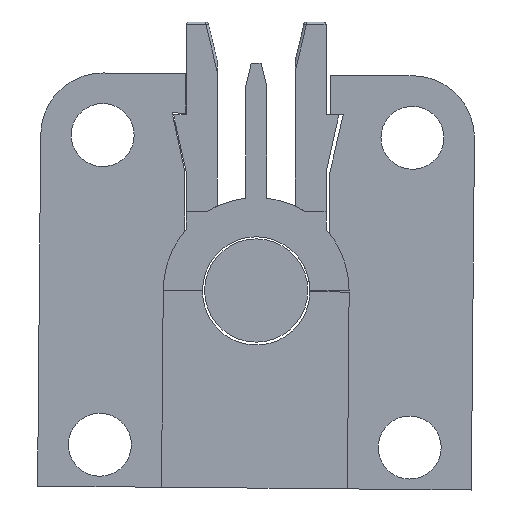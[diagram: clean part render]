
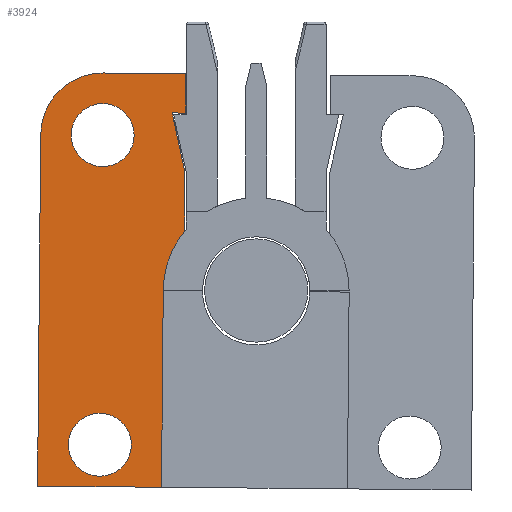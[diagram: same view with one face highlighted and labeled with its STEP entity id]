
A CAD part, front view. The second image highlights one B-rep face of the part: STEP entity #3924.
In plain terms, the highlighted planar face has unit normal (0, -1, 0).
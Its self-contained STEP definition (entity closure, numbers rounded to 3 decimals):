
#23=FACE_BOUND('',#643,.T.);
#24=FACE_BOUND('',#644,.T.);
#223=PLANE('',#4294);
#427=FACE_OUTER_BOUND('',#642,.T.);
#642=EDGE_LOOP('',(#3554,#3555,#3556,#3557,#3558,#3559,#3560,#3561,#3562,
#3563,#3564,#3565,#3566,#3567));
#643=EDGE_LOOP('',(#3568));
#644=EDGE_LOOP('',(#3569));
#755=CIRCLE('',#4270,3.05);
#759=CIRCLE('',#4287,3.05);
#761=CIRCLE('',#4292,6.);
#1132=LINE('',#6377,#1577);
#1144=LINE('',#6407,#1589);
#1146=LINE('',#6411,#1591);
#1148=LINE('',#6416,#1593);
#1151=LINE('',#6422,#1596);
#1154=LINE('',#6428,#1599);
#1157=LINE('',#6434,#1602);
#1160=LINE('',#6440,#1605);
#1163=LINE('',#6446,#1608);
#1168=LINE('',#6456,#1613);
#1169=LINE('',#6458,#1614);
#1172=LINE('',#6467,#1617);
#1174=LINE('',#6472,#1619);
#1577=VECTOR('',#5238,10.);
#1589=VECTOR('',#5266,10.);
#1591=VECTOR('',#5270,10.);
#1593=VECTOR('',#5274,10.);
#1596=VECTOR('',#5279,10.);
#1599=VECTOR('',#5284,10.);
#1602=VECTOR('',#5289,10.);
#1605=VECTOR('',#5294,10.);
#1608=VECTOR('',#5299,10.);
#1613=VECTOR('',#5306,10.);
#1614=VECTOR('',#5309,10.);
#1617=VECTOR('',#5320,10.);
#1619=VECTOR('',#5324,10.);
#1949=VERTEX_POINT('',#6354);
#1958=VERTEX_POINT('',#6374);
#1959=VERTEX_POINT('',#6376);
#1962=VERTEX_POINT('',#6384);
#1968=VERTEX_POINT('',#6403);
#1970=VERTEX_POINT('',#6409);
#1972=VERTEX_POINT('',#6414);
#1974=VERTEX_POINT('',#6420);
#1976=VERTEX_POINT('',#6426);
#1978=VERTEX_POINT('',#6432);
#1980=VERTEX_POINT('',#6438);
#1982=VERTEX_POINT('',#6444);
#1984=VERTEX_POINT('',#6450);
#1986=VERTEX_POINT('',#6454);
#1987=VERTEX_POINT('',#6461);
#1989=VERTEX_POINT('',#6469);
#2478=EDGE_CURVE('',#1958,#1959,#1132,.T.);
#2482=EDGE_CURVE('',#1962,#1962,#755,.T.);
#2494=EDGE_CURVE('',#1968,#1959,#1144,.T.);
#2496=EDGE_CURVE('',#1970,#1958,#1146,.T.);
#2498=EDGE_CURVE('',#1949,#1972,#1148,.T.);
#2501=EDGE_CURVE('',#1972,#1974,#1151,.T.);
#2504=EDGE_CURVE('',#1974,#1976,#1154,.T.);
#2507=EDGE_CURVE('',#1976,#1978,#1157,.T.);
#2510=EDGE_CURVE('',#1978,#1980,#1160,.T.);
#2513=EDGE_CURVE('',#1980,#1982,#1163,.T.);
#2518=EDGE_CURVE('',#1984,#1986,#1168,.T.);
#2519=EDGE_CURVE('',#1986,#1968,#1169,.T.);
#2521=EDGE_CURVE('',#1987,#1987,#759,.T.);
#2524=EDGE_CURVE('',#1970,#1949,#1172,.T.);
#2526=EDGE_CURVE('',#1982,#1989,#1174,.T.);
#2528=EDGE_CURVE('',#1984,#1989,#761,.T.);
#3554=ORIENTED_EDGE('',*,*,#2524,.T.);
#3555=ORIENTED_EDGE('',*,*,#2498,.T.);
#3556=ORIENTED_EDGE('',*,*,#2501,.T.);
#3557=ORIENTED_EDGE('',*,*,#2504,.T.);
#3558=ORIENTED_EDGE('',*,*,#2507,.T.);
#3559=ORIENTED_EDGE('',*,*,#2510,.T.);
#3560=ORIENTED_EDGE('',*,*,#2513,.T.);
#3561=ORIENTED_EDGE('',*,*,#2526,.T.);
#3562=ORIENTED_EDGE('',*,*,#2528,.F.);
#3563=ORIENTED_EDGE('',*,*,#2518,.T.);
#3564=ORIENTED_EDGE('',*,*,#2519,.T.);
#3565=ORIENTED_EDGE('',*,*,#2494,.T.);
#3566=ORIENTED_EDGE('',*,*,#2478,.F.);
#3567=ORIENTED_EDGE('',*,*,#2496,.F.);
#3568=ORIENTED_EDGE('',*,*,#2482,.T.);
#3569=ORIENTED_EDGE('',*,*,#2521,.T.);
#3924=ADVANCED_FACE('',(#427,#23,#24),#223,.T.);
#4270=AXIS2_PLACEMENT_3D('',#6385,#5244,#5245);
#4287=AXIS2_PLACEMENT_3D('',#6462,#5313,#5314);
#4292=AXIS2_PLACEMENT_3D('',#6475,#5328,#5329);
#4294=AXIS2_PLACEMENT_3D('',#6477,#5332,#5333);
#5238=DIRECTION('',(-1.,0.,0.));
#5244=DIRECTION('center_axis',(0.,1.,0.));
#5245=DIRECTION('ref_axis',(-1.,0.,0.));
#5266=DIRECTION('',(0.,0.,-1.));
#5270=DIRECTION('',(0.,0.,-1.));
#5274=DIRECTION('',(0.,0.,1.));
#5279=DIRECTION('',(-1.,0.,0.));
#5284=DIRECTION('',(0.,0.,1.));
#5289=DIRECTION('',(-0.216,0.,0.976));
#5294=DIRECTION('',(1.,0.,0.));
#5299=DIRECTION('',(0.,0.,1.));
#5306=DIRECTION('',(0.,0.,-1.));
#5309=DIRECTION('',(0.,0.,-1.));
#5313=DIRECTION('center_axis',(0.,1.,0.));
#5314=DIRECTION('ref_axis',(1.,0.,0.));
#5320=DIRECTION('',(1.,0.,0.009));
#5324=DIRECTION('',(-1.,0.,0.));
#5328=DIRECTION('center_axis',(0.,1.,0.));
#5329=DIRECTION('ref_axis',(-0.707,0.,0.707));
#5332=DIRECTION('center_axis',(0.,-1.,0.));
#5333=DIRECTION('ref_axis',(1.,0.,0.));
#6354=CARTESIAN_POINT('',(-5.2,2.,0.034));
#6374=CARTESIAN_POINT('',(-9.,2.,-19.05));
#6376=CARTESIAN_POINT('',(-21.,2.,-19.05));
#6377=CARTESIAN_POINT('',(-5.242,2.,-19.05));
#6384=CARTESIAN_POINT('',(-11.95,2.,-14.99));
#6385=CARTESIAN_POINT('Origin',(-15.,2.,-14.99));
#6403=CARTESIAN_POINT('',(-21.,2.,0.));
#6407=CARTESIAN_POINT('',(-21.,2.,0.));
#6409=CARTESIAN_POINT('',(-9.,2.,0.));
#6411=CARTESIAN_POINT('',(-9.,2.,0.));
#6414=CARTESIAN_POINT('',(-5.2,2.,5.));
#6416=CARTESIAN_POINT('',(-5.2,2.,0.034));
#6420=CARTESIAN_POINT('',(-7.,2.,5.));
#6422=CARTESIAN_POINT('',(-9.,2.,5.));
#6426=CARTESIAN_POINT('',(-7.,2.,11.408));
#6428=CARTESIAN_POINT('',(-7.,2.,5.));
#6432=CARTESIAN_POINT('',(-8.281,2.,17.2));
#6434=CARTESIAN_POINT('',(-7.,2.,11.408));
#6438=CARTESIAN_POINT('',(-7.,2.,17.2));
#6440=CARTESIAN_POINT('',(-7.,2.,17.2));
#6444=CARTESIAN_POINT('',(-7.,2.,21.01));
#6446=CARTESIAN_POINT('',(-7.,2.,5.));
#6450=CARTESIAN_POINT('',(-21.,2.,15.01));
#6454=CARTESIAN_POINT('',(-21.,2.,8.5));
#6456=CARTESIAN_POINT('',(-21.,2.,8.5));
#6458=CARTESIAN_POINT('',(-21.,2.,0.));
#6461=CARTESIAN_POINT('',(-18.05,2.,15.));
#6462=CARTESIAN_POINT('Origin',(-15.,2.,15.));
#6467=CARTESIAN_POINT('',(-7.85,2.,0.01));
#6469=CARTESIAN_POINT('',(-15.,2.,21.01));
#6472=CARTESIAN_POINT('',(-5.2,2.,21.01));
#6475=CARTESIAN_POINT('Origin',(-15.,2.,15.01));
#6477=CARTESIAN_POINT('Origin',(-10.5,2.,0.005));
